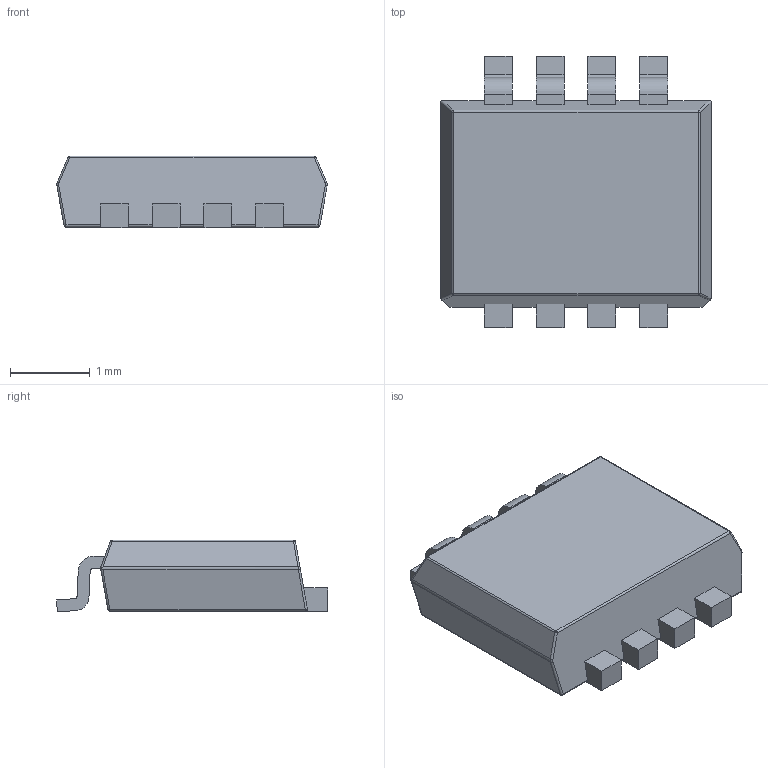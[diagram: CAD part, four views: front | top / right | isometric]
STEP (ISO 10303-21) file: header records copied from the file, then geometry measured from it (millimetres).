
FILE_DESCRIPTION(/* description */ (''),/* implementation_level */ '2;1');
FILE_NAME(/* name */ 'Nexperia LFPAK33 SOT1210.step',/* time_stamp */ '2022-03-05T12:56:06+00:00',/* author */ (''),/* organization */ (''),/* preprocessor_version */ 'ST-DEVELOPER v18.1',/* originating_system */ 'Autodesk Translation Framework v10.13.0.1454',/* authorisation */ '');
FILE_SCHEMA (('AUTOMOTIVE_DESIGN { 1 0 10303 214 3 1 1 }'));
Length unit declared in the file: millimetre
Products named in the file (1): Nexperia LFPAK33 SOT1210
Bounding box: 3.39 x 3.4 x 0.9 mm (x, y, z)
Volume: 7.6 mm3; surface area: 31.1 mm2
Topology: 1 solids, 1 shells, 125 faces, 333 edges, 210 vertices
Faces by surface type: plane 69, cylinder 46, sphere 8, bspline 2
Entity records: 4025 total; most frequent: CARTESIAN_POINT 735, ORIENTED_EDGE 666, DIRECTION 665, EDGE_CURVE 333, LINE 237, VECTOR 237, AXIS2_PLACEMENT_3D 214, VERTEX_POINT 210
